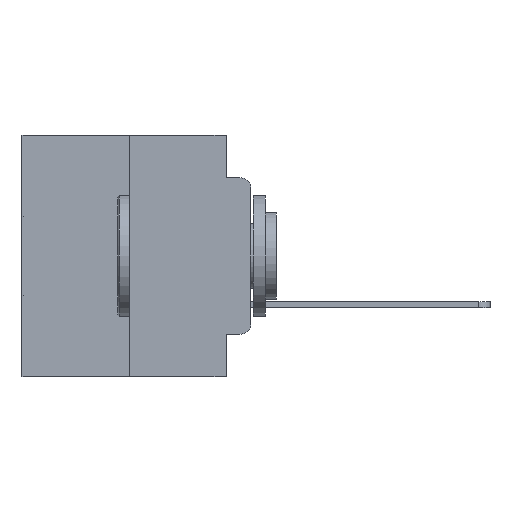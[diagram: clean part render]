
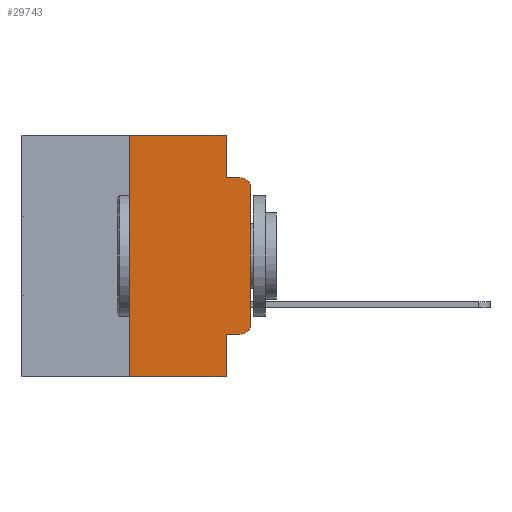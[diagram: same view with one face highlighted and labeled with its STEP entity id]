
A CAD part, left-side view. The second image highlights one B-rep face of the part: STEP entity #29743.
In plain terms, the highlighted planar face has unit normal (-1, 0, 0).
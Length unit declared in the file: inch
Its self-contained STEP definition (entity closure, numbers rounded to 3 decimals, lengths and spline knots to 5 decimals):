
#584 = ORIENTED_EDGE ( 'NONE', *, *, #9070, .T. ) ;
#1337 = ORIENTED_EDGE ( 'NONE', *, *, #2701, .T. ) ;
#1608 = DIRECTION ( 'NONE',  ( 0., 0., -1. ) ) ;
#1651 = EDGE_CURVE ( 'NONE', #14063, #7152, #21620, .T. ) ;
#2076 = EDGE_CURVE ( 'NONE', #3237, #29525, #8364, .T. ) ;
#2102 = CARTESIAN_POINT ( 'NONE',  ( 0., 0.02, -0.0885 ) ) ;
#2506 = EDGE_CURVE ( 'NONE', #20283, #3237, #15440, .T. ) ;
#2538 = ORIENTED_EDGE ( 'NONE', *, *, #3649, .T. ) ;
#2541 = VERTEX_POINT ( 'NONE', #20587 ) ;
#2701 = EDGE_CURVE ( 'NONE', #29525, #11024, #10237, .T. ) ;
#2910 = ORIENTED_EDGE ( 'NONE', *, *, #20807, .F. ) ;
#3237 = VERTEX_POINT ( 'NONE', #14117 ) ;
#3604 = LINE ( 'NONE', #28128, #10138 ) ;
#3649 = EDGE_CURVE ( 'NONE', #24700, #27204, #4410, .T. ) ;
#4410 = LINE ( 'NONE', #29178, #27072 ) ;
#6155 = EDGE_CURVE ( 'NONE', #24700, #14751, #8861, .T. ) ;
#7028 = CARTESIAN_POINT ( 'NONE',  ( 0., 0.051, 0. ) ) ;
#7152 = VERTEX_POINT ( 'NONE', #13283 ) ;
#7354 = CARTESIAN_POINT ( 'NONE',  ( 0., 0.02, -0.1085 ) ) ;
#8364 = LINE ( 'NONE', #17332, #9131 ) ;
#8610 = EDGE_LOOP ( 'NONE', ( #30130, #1337, #2910, #10956, #18601, #13955, #2538, #12113, #584, #25724 ) ) ;
#8852 = CARTESIAN_POINT ( 'NONE',  ( 0., 0.051, -0.4115 ) ) ;
#8861 = LINE ( 'NONE', #9658, #20593 ) ;
#8974 = VECTOR ( 'NONE', #30154, 39.37008 ) ;
#9070 = EDGE_CURVE ( 'NONE', #2541, #20283, #15872, .T. ) ;
#9131 = VECTOR ( 'NONE', #17274, 39.37008 ) ;
#9456 = DIRECTION ( 'NONE',  ( 0., -1., 0. ) ) ;
#9658 = CARTESIAN_POINT ( 'NONE',  ( 0., 0.25, 0. ) ) ;
#9785 = DIRECTION ( 'NONE',  ( 0., -1., 0. ) ) ;
#9916 = DIRECTION ( 'NONE',  ( 1., 0., 0. ) ) ;
#10138 = VECTOR ( 'NONE', #9785, 39.37008 ) ;
#10237 = CIRCLE ( 'NONE', #10433, 0.02 ) ;
#10433 = AXIS2_PLACEMENT_3D ( 'NONE', #7354, #25715, #25489 ) ;
#10956 = ORIENTED_EDGE ( 'NONE', *, *, #1651, .F. ) ;
#11024 = VERTEX_POINT ( 'NONE', #2102 ) ;
#11790 = EDGE_CURVE ( 'NONE', #14751, #14063, #3604, .T. ) ;
#12050 = EDGE_CURVE ( 'NONE', #2541, #27204, #21395, .T. ) ;
#12113 = ORIENTED_EDGE ( 'NONE', *, *, #12050, .F. ) ;
#13283 = CARTESIAN_POINT ( 'NONE',  ( 0., 0.051, -0.0885 ) ) ;
#13370 = DIRECTION ( 'NONE',  ( 0., -1., 0. ) ) ;
#13454 = CARTESIAN_POINT ( 'NONE',  ( 0., 0.02, -0.3915 ) ) ;
#13686 = CARTESIAN_POINT ( 'NONE',  ( 0., 0.02, -0.4115 ) ) ;
#13912 = VECTOR ( 'NONE', #9456, 39.37008 ) ;
#13955 = ORIENTED_EDGE ( 'NONE', *, *, #6155, .F. ) ;
#14063 = VERTEX_POINT ( 'NONE', #17537 ) ;
#14117 = CARTESIAN_POINT ( 'NONE',  ( 0., 0., -0.3915 ) ) ;
#14220 = AXIS2_PLACEMENT_3D ( 'NONE', #13454, #15588, #15549 ) ;
#14751 = VERTEX_POINT ( 'NONE', #22629 ) ;
#15036 = CARTESIAN_POINT ( 'NONE',  ( 0., 0.051, -0.5 ) ) ;
#15440 = CIRCLE ( 'NONE', #14220, 0.02 ) ;
#15549 = DIRECTION ( 'NONE',  ( 0., 0., -1. ) ) ;
#15588 = DIRECTION ( 'NONE',  ( -1., 0., 0. ) ) ;
#15872 = LINE ( 'NONE', #8852, #21917 ) ;
#16598 = CARTESIAN_POINT ( 'NONE',  ( 0., 0.051, -0.0885 ) ) ;
#16785 = DIRECTION ( 'NONE',  ( 0., 0., 1. ) ) ;
#16927 = PLANE ( 'NONE',  #17787 ) ;
#17274 = DIRECTION ( 'NONE',  ( 0., 0., 1. ) ) ;
#17332 = CARTESIAN_POINT ( 'NONE',  ( 0., 0., 0. ) ) ;
#17537 = CARTESIAN_POINT ( 'NONE',  ( 0., 0.051, 0. ) ) ;
#17787 = AXIS2_PLACEMENT_3D ( 'NONE', #23774, #9916, #26063 ) ;
#18416 = CARTESIAN_POINT ( 'NONE',  ( 0., 0., -0.1085 ) ) ;
#18601 = ORIENTED_EDGE ( 'NONE', *, *, #11790, .F. ) ;
#20283 = VERTEX_POINT ( 'NONE', #13686 ) ;
#20587 = CARTESIAN_POINT ( 'NONE',  ( 0., 0.051, -0.4115 ) ) ;
#20593 = VECTOR ( 'NONE', #16785, 39.37008 ) ;
#20807 = EDGE_CURVE ( 'NONE', #7152, #11024, #26039, .T. ) ;
#21395 = LINE ( 'NONE', #7028, #8974 ) ;
#21620 = LINE ( 'NONE', #26856, #26236 ) ;
#21917 = VECTOR ( 'NONE', #22797, 39.37008 ) ;
#22245 = FACE_OUTER_BOUND ( 'NONE', #8610, .T. ) ;
#22629 = CARTESIAN_POINT ( 'NONE',  ( 0., 0.25, 0. ) ) ;
#22797 = DIRECTION ( 'NONE',  ( 0., -1., 0. ) ) ;
#23774 = CARTESIAN_POINT ( 'NONE',  ( 0., 0.473, 0. ) ) ;
#24700 = VERTEX_POINT ( 'NONE', #26403 ) ;
#25489 = DIRECTION ( 'NONE',  ( 0., 0., -1. ) ) ;
#25715 = DIRECTION ( 'NONE',  ( -1., 0., 0. ) ) ;
#25724 = ORIENTED_EDGE ( 'NONE', *, *, #2506, .T. ) ;
#26039 = LINE ( 'NONE', #16598, #13912 ) ;
#26063 = DIRECTION ( 'NONE',  ( 0., 0., -1. ) ) ;
#26236 = VECTOR ( 'NONE', #1608, 39.37008 ) ;
#26403 = CARTESIAN_POINT ( 'NONE',  ( 0., 0.25, -0.5 ) ) ;
#26856 = CARTESIAN_POINT ( 'NONE',  ( 0., 0.051, 0. ) ) ;
#27072 = VECTOR ( 'NONE', #13370, 39.37008 ) ;
#27204 = VERTEX_POINT ( 'NONE', #15036 ) ;
#28128 = CARTESIAN_POINT ( 'NONE',  ( 0., 0.473, 0. ) ) ;
#29178 = CARTESIAN_POINT ( 'NONE',  ( 0., 0.473, -0.5 ) ) ;
#29525 = VERTEX_POINT ( 'NONE', #18416 ) ;
#29743 = ADVANCED_FACE ( 'NONE', ( #22245 ), #16927, .F. ) ;
#30130 = ORIENTED_EDGE ( 'NONE', *, *, #2076, .T. ) ;
#30154 = DIRECTION ( 'NONE',  ( 0., 0., -1. ) ) ;
